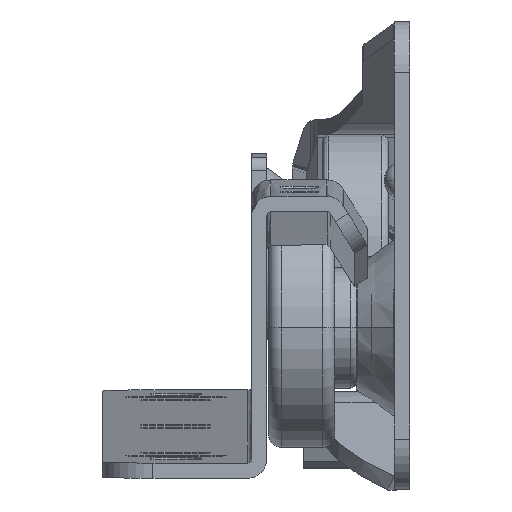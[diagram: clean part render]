
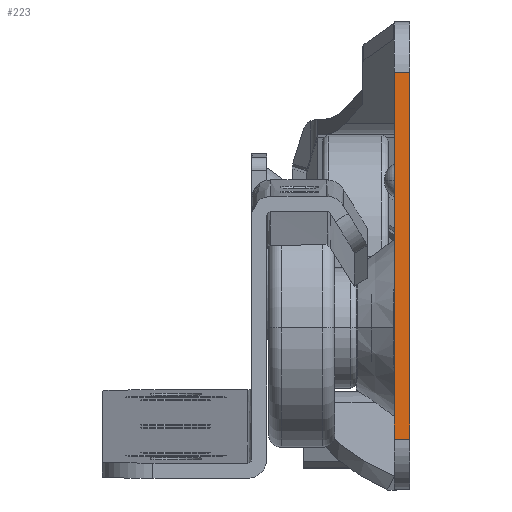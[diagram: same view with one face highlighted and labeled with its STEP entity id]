
A CAD part, top view. The second image highlights one B-rep face of the part: STEP entity #223.
In plain terms, the highlighted planar face has unit normal (0, 0, 1).
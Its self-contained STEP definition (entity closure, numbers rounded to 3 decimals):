
#213 = LINE ( 'NONE', #4280, #10498 ) ;
#223 = ADVANCED_FACE ( 'NONE', ( #13610 ), #8962, .T. ) ;
#522 = EDGE_CURVE ( 'NONE', #7333, #585, #213, .T. ) ;
#585 = VERTEX_POINT ( 'NONE', #12235 ) ;
#652 = DIRECTION ( 'NONE',  ( 0., 0., 1. ) ) ;
#1323 = ORIENTED_EDGE ( 'NONE', *, *, #13183, .T. ) ;
#1515 = CARTESIAN_POINT ( 'NONE',  ( 0., -14., 0. ) ) ;
#1545 = EDGE_LOOP ( 'NONE', ( #1323, #10961, #11414, #12626 ) ) ;
#3419 = DIRECTION ( 'NONE',  ( -1., 0., 0. ) ) ;
#4280 = CARTESIAN_POINT ( 'NONE',  ( -1.2, 15., 0. ) ) ;
#5947 = EDGE_CURVE ( 'NONE', #8722, #11128, #10855, .T. ) ;
#6079 = DIRECTION ( 'NONE',  ( 1., 0., 0. ) ) ;
#6413 = CARTESIAN_POINT ( 'NONE',  ( -1.2, -14., 0. ) ) ;
#6422 = DIRECTION ( 'NONE',  ( 0., -1., 0. ) ) ;
#6556 = LINE ( 'NONE', #8670, #13587 ) ;
#7281 = EDGE_CURVE ( 'NONE', #7333, #11128, #6556, .T. ) ;
#7333 = VERTEX_POINT ( 'NONE', #10732 ) ;
#7862 = CARTESIAN_POINT ( 'NONE',  ( -1.2, -18., 0. ) ) ;
#7868 = VECTOR ( 'NONE', #14017, 1000. ) ;
#7910 = VECTOR ( 'NONE', #10983, 1000. ) ;
#8429 = CARTESIAN_POINT ( 'NONE',  ( -1.2, -14., 0. ) ) ;
#8670 = CARTESIAN_POINT ( 'NONE',  ( 0., -18., 0. ) ) ;
#8711 = LINE ( 'NONE', #7862, #7910 ) ;
#8722 = VERTEX_POINT ( 'NONE', #8429 ) ;
#8860 = AXIS2_PLACEMENT_3D ( 'NONE', #11466, #652, #6079 ) ;
#8962 = PLANE ( 'NONE',  #8860 ) ;
#10498 = VECTOR ( 'NONE', #3419, 1000. ) ;
#10732 = CARTESIAN_POINT ( 'NONE',  ( 0., 15., 0. ) ) ;
#10855 = LINE ( 'NONE', #6413, #7868 ) ;
#10961 = ORIENTED_EDGE ( 'NONE', *, *, #5947, .T. ) ;
#10983 = DIRECTION ( 'NONE',  ( 0., -1., 0. ) ) ;
#11128 = VERTEX_POINT ( 'NONE', #1515 ) ;
#11414 = ORIENTED_EDGE ( 'NONE', *, *, #7281, .F. ) ;
#11466 = CARTESIAN_POINT ( 'NONE',  ( -1.2, -18., 0. ) ) ;
#12235 = CARTESIAN_POINT ( 'NONE',  ( -1.2, 15., 0. ) ) ;
#12626 = ORIENTED_EDGE ( 'NONE', *, *, #522, .T. ) ;
#13183 = EDGE_CURVE ( 'NONE', #585, #8722, #8711, .T. ) ;
#13587 = VECTOR ( 'NONE', #6422, 1000. ) ;
#13610 = FACE_OUTER_BOUND ( 'NONE', #1545, .T. ) ;
#14017 = DIRECTION ( 'NONE',  ( 1., 0., 0. ) ) ;
